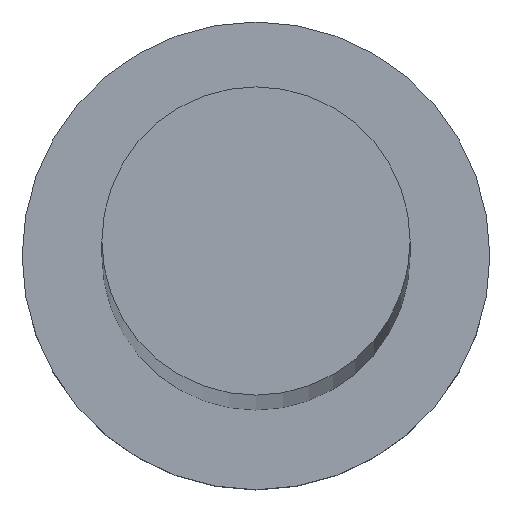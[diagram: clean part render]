
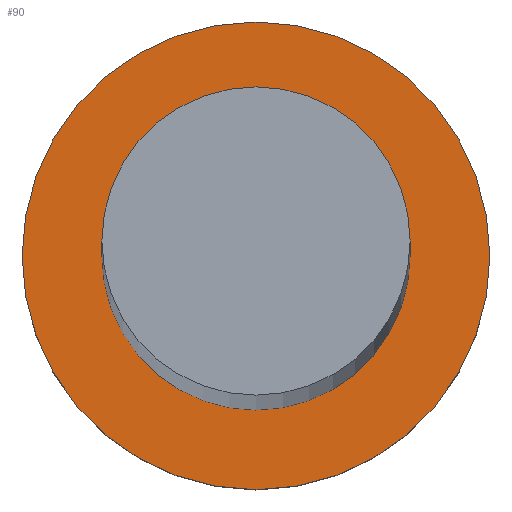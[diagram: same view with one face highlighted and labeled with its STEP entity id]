
A CAD part, top view. The second image highlights one B-rep face of the part: STEP entity #90.
In plain terms, the highlighted planar face has unit normal (0, 0, 1).
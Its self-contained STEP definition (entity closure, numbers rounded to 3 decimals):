
#2 = CARTESIAN_POINT ( 'NONE',  ( 11., 0., 7. ) ) ;
#4 = VERTEX_POINT ( 'NONE', #145 ) ;
#10 = CIRCLE ( 'NONE', #159, 11. ) ;
#13 = DIRECTION ( 'NONE',  ( 0., 0., 1. ) ) ;
#14 = CARTESIAN_POINT ( 'NONE',  ( 0., 0., 7. ) ) ;
#20 = CIRCLE ( 'NONE', #47, 11. ) ;
#24 = AXIS2_PLACEMENT_3D ( 'NONE', #162, #13, #227 ) ;
#26 = VERTEX_POINT ( 'NONE', #2 ) ;
#37 = CARTESIAN_POINT ( 'NONE',  ( 0., 0., 7. ) ) ;
#39 = EDGE_CURVE ( 'NONE', #214, #146, #231, .T. ) ;
#44 = AXIS2_PLACEMENT_3D ( 'NONE', #14, #118, #153 ) ;
#47 = AXIS2_PLACEMENT_3D ( 'NONE', #37, #72, #176 ) ;
#50 = DIRECTION ( 'NONE',  ( 0., 0., 1. ) ) ;
#62 = ORIENTED_EDGE ( 'NONE', *, *, #235, .F. ) ;
#71 = DIRECTION ( 'NONE',  ( 1., 0., 0. ) ) ;
#72 = DIRECTION ( 'NONE',  ( 0., 0., 1. ) ) ;
#90 = ADVANCED_FACE ( 'NONE', ( #156, #207 ), #132, .T. ) ;
#100 = DIRECTION ( 'NONE',  ( 1., 0., 0. ) ) ;
#101 = CARTESIAN_POINT ( 'NONE',  ( 7.25, 0., 7. ) ) ;
#102 = AXIS2_PLACEMENT_3D ( 'NONE', #115, #139, #100 ) ;
#103 = EDGE_LOOP ( 'NONE', ( #182, #183 ) ) ;
#104 = ORIENTED_EDGE ( 'NONE', *, *, #39, .F. ) ;
#106 = EDGE_LOOP ( 'NONE', ( #62, #104 ) ) ;
#115 = CARTESIAN_POINT ( 'NONE',  ( 0., 0., 7. ) ) ;
#118 = DIRECTION ( 'NONE',  ( 0., 0., 1. ) ) ;
#132 = PLANE ( 'NONE',  #102 ) ;
#138 = EDGE_CURVE ( 'NONE', #4, #26, #20, .T. ) ;
#139 = DIRECTION ( 'NONE',  ( 0., 0., 1. ) ) ;
#145 = CARTESIAN_POINT ( 'NONE',  ( -11., 0., 7. ) ) ;
#146 = VERTEX_POINT ( 'NONE', #252 ) ;
#153 = DIRECTION ( 'NONE',  ( 1., 0., 0. ) ) ;
#156 = FACE_BOUND ( 'NONE', #106, .T. ) ;
#159 = AXIS2_PLACEMENT_3D ( 'NONE', #170, #50, #71 ) ;
#162 = CARTESIAN_POINT ( 'NONE',  ( 0., 0., 7. ) ) ;
#170 = CARTESIAN_POINT ( 'NONE',  ( 0., 0., 7. ) ) ;
#176 = DIRECTION ( 'NONE',  ( 1., 0., 0. ) ) ;
#182 = ORIENTED_EDGE ( 'NONE', *, *, #138, .T. ) ;
#183 = ORIENTED_EDGE ( 'NONE', *, *, #254, .T. ) ;
#207 = FACE_OUTER_BOUND ( 'NONE', #103, .T. ) ;
#214 = VERTEX_POINT ( 'NONE', #101 ) ;
#218 = CIRCLE ( 'NONE', #44, 7.25 ) ;
#227 = DIRECTION ( 'NONE',  ( 1., 0., 0. ) ) ;
#231 = CIRCLE ( 'NONE', #24, 7.25 ) ;
#235 = EDGE_CURVE ( 'NONE', #146, #214, #218, .T. ) ;
#252 = CARTESIAN_POINT ( 'NONE',  ( -7.25, 0., 7. ) ) ;
#254 = EDGE_CURVE ( 'NONE', #26, #4, #10, .T. ) ;
